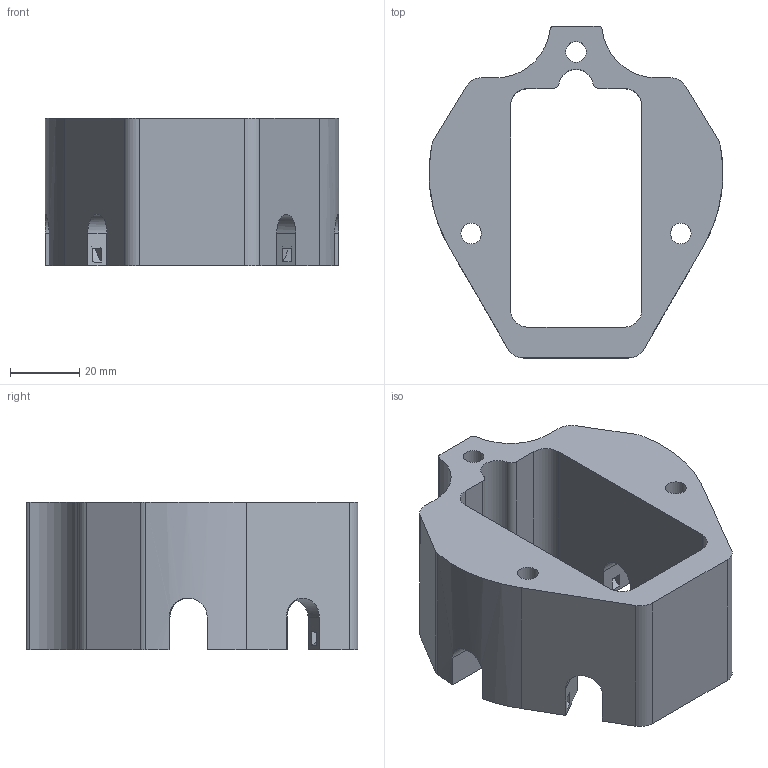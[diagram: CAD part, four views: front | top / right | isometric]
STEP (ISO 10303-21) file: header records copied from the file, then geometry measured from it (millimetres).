
FILE_DESCRIPTION(/* description */ (''),/* implementation_level */ '2;1');
FILE_NAME(/* name */ 'Hub Spacer.step',/* time_stamp */ '2020-02-14T09:38:31-06:00',/* author */ (''),/* organization */ (''),/* preprocessor_version */ 'ST-DEVELOPER v18',/* originating_system */ 'Autodesk Translation Framework v8.12.0.6',/* authorisation */ '');
FILE_SCHEMA (('AUTOMOTIVE_DESIGN { 1 0 10303 214 3 1 1 }'));
Length unit declared in the file: millimetre
Products named in the file (1): Hub Spacer
Bounding box: 85 x 95.97 x 42.78 mm (x, y, z)
Volume: 124544.4 mm3; surface area: 32503.5 mm2
Topology: 1 solids, 1 shells, 71 faces, 212 edges, 142 vertices
Faces by surface type: cylinder 35, plane 35, bspline 1
Full cylindrical faces by diameter (mm): 6 x3
Entity records: 2511 total; most frequent: CARTESIAN_POINT 489, ORIENTED_EDGE 424, DIRECTION 413, EDGE_CURVE 212, AXIS2_PLACEMENT_3D 143, VERTEX_POINT 142, LINE 127, VECTOR 127
